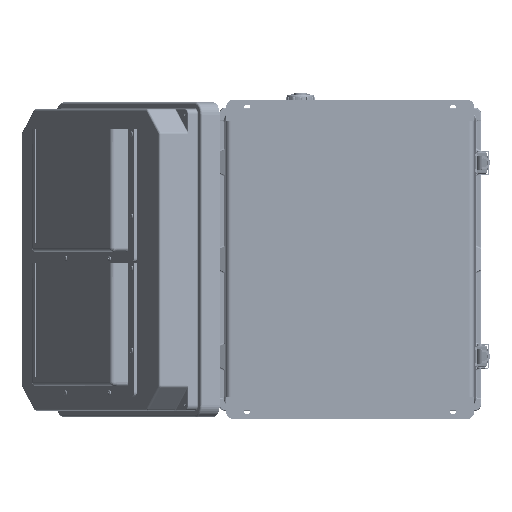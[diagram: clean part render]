
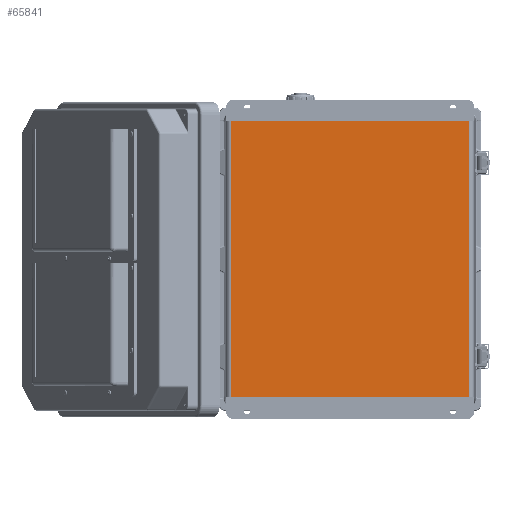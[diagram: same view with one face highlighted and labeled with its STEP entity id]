
A CAD part, front view. The second image highlights one B-rep face of the part: STEP entity #65841.
In plain terms, the highlighted planar face has unit normal (0, -1, 0).
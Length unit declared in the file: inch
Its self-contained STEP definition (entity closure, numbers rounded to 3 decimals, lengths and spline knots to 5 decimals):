
#1838 = CARTESIAN_POINT ( 'NONE',  ( 6.11811, 0.05906, -14.4685 ) ) ;
#2206 = VERTEX_POINT ( 'NONE', #119140 ) ;
#3593 = VERTEX_POINT ( 'NONE', #141513 ) ;
#7522 = DIRECTION ( 'NONE',  ( -1., 0., 0. ) ) ;
#8265 = LINE ( 'NONE', #65336, #40975 ) ;
#17937 = ORIENTED_EDGE ( 'NONE', *, *, #32454, .T. ) ;
#18218 = CARTESIAN_POINT ( 'NONE',  ( 6.11811, 0.05906, -1.04331 ) ) ;
#24398 = LINE ( 'NONE', #1838, #144653 ) ;
#32454 = EDGE_CURVE ( 'NONE', #91410, #68648, #8265, .T. ) ;
#33783 = CARTESIAN_POINT ( 'NONE',  ( -5.78771, 0.05906, -1.04331 ) ) ;
#40731 = PLANE ( 'NONE',  #67789 ) ;
#40975 = VECTOR ( 'NONE', #104122, 39.37008 ) ;
#41373 = ORIENTED_EDGE ( 'NONE', *, *, #126792, .T. ) ;
#50539 = FACE_OUTER_BOUND ( 'NONE', #61521, .T. ) ;
#52003 = DIRECTION ( 'NONE',  ( 0., 1., 0. ) ) ;
#52568 = LINE ( 'NONE', #109625, #63164 ) ;
#61521 = EDGE_LOOP ( 'NONE', ( #101825, #115348, #17937, #41373 ) ) ;
#63164 = VECTOR ( 'NONE', #7522, 39.37008 ) ;
#65336 = CARTESIAN_POINT ( 'NONE',  ( 5.78771, 0.05906, -1.04331 ) ) ;
#65841 = ADVANCED_FACE ( 'NONE', ( #50539 ), #40731, .F. ) ;
#67789 = AXIS2_PLACEMENT_3D ( 'NONE', #18218, #52003, #118124 ) ;
#68648 = VERTEX_POINT ( 'NONE', #91417 ) ;
#73571 = EDGE_CURVE ( 'NONE', #91410, #2206, #24398, .T. ) ;
#81788 = LINE ( 'NONE', #33783, #94128 ) ;
#82894 = DIRECTION ( 'NONE',  ( -1., 0., 0. ) ) ;
#91410 = VERTEX_POINT ( 'NONE', #96708 ) ;
#91417 = CARTESIAN_POINT ( 'NONE',  ( 5.78771, 0.05906, -1.04331 ) ) ;
#94128 = VECTOR ( 'NONE', #115592, 39.37008 ) ;
#96708 = CARTESIAN_POINT ( 'NONE',  ( 5.78771, 0.05906, -14.4685 ) ) ;
#101825 = ORIENTED_EDGE ( 'NONE', *, *, #119969, .F. ) ;
#104122 = DIRECTION ( 'NONE',  ( 0., 0., 1. ) ) ;
#109625 = CARTESIAN_POINT ( 'NONE',  ( 6.11811, 0.05906, -1.04331 ) ) ;
#115348 = ORIENTED_EDGE ( 'NONE', *, *, #73571, .F. ) ;
#115592 = DIRECTION ( 'NONE',  ( 0., 0., 1. ) ) ;
#118124 = DIRECTION ( 'NONE',  ( 0., 0., 1. ) ) ;
#119140 = CARTESIAN_POINT ( 'NONE',  ( -5.78771, 0.05906, -14.4685 ) ) ;
#119969 = EDGE_CURVE ( 'NONE', #2206, #3593, #81788, .T. ) ;
#126792 = EDGE_CURVE ( 'NONE', #68648, #3593, #52568, .T. ) ;
#141513 = CARTESIAN_POINT ( 'NONE',  ( -5.78771, 0.05906, -1.04331 ) ) ;
#144653 = VECTOR ( 'NONE', #82894, 39.37008 ) ;
